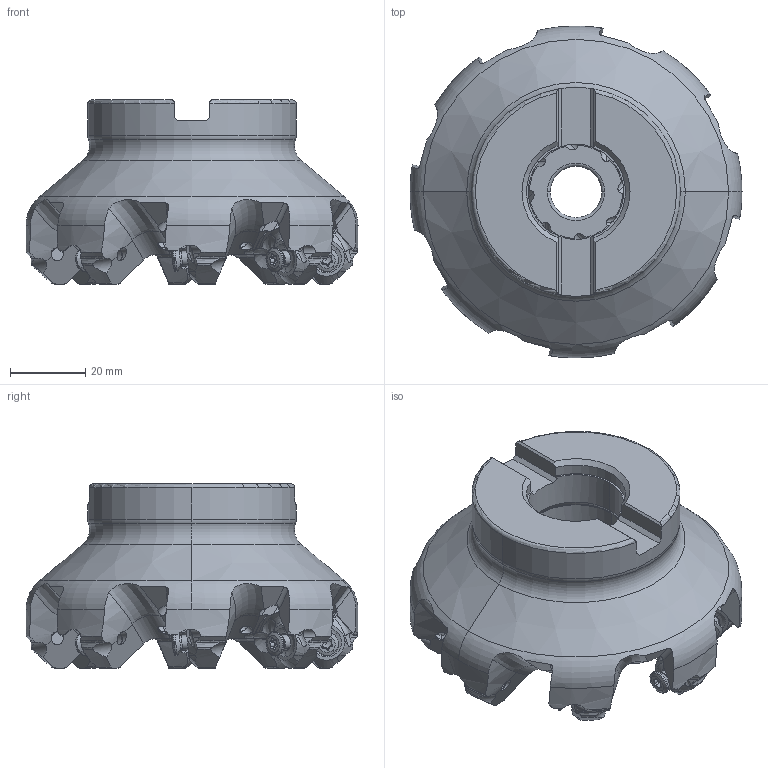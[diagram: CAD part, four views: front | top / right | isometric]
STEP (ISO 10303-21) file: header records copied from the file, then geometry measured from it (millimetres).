
FILE_DESCRIPTION(/* description */ (''),/* implementation_level */ '2;1');
FILE_NAME(/* name */ 'WSX445UR0308CA.stp',/* time_stamp */ '2021-09-08T11:36:37+09:00',/* author */ (''),/* organization */ (''),/* preprocessor_version */ 'ST-DEVELOPER v16',/* originating_system */ 'SIEMENS PLM Software NX 10.0',/* authorisation */ '');
FILE_SCHEMA (('AUTOMOTIVE_DESIGN { 1 0 10303 214 3 1 1 1 }'));
Length unit declared in the file: millimetre
Products named in the file (1): WSX445UR0308CA_ASM
Bounding box: 88.48 x 88.48 x 49.05 mm (x, y, z)
Volume: 136200.3 mm3; surface area: 28324.1 mm2
Topology: 9 solids, 9 shells, 1201 faces, 3132 edges, 1973 vertices
Faces by surface type: cylinder 380, plane 269, bspline 248, torus 134, extrusion 64, sphere 56, cone 50
Entity records: 78911 total; most frequent: CARTESIAN_POINT 51572, ORIENTED_EDGE 6232, DIRECTION 4830, EDGE_CURVE 3116, AXIS2_PLACEMENT_3D 1954, VERTEX_POINT 1934, B_SPLINE_CURVE_WITH_KNOTS 1298, EDGE_LOOP 1236
